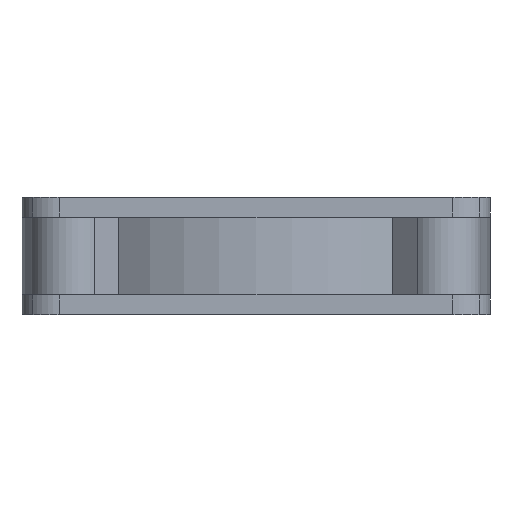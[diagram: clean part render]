
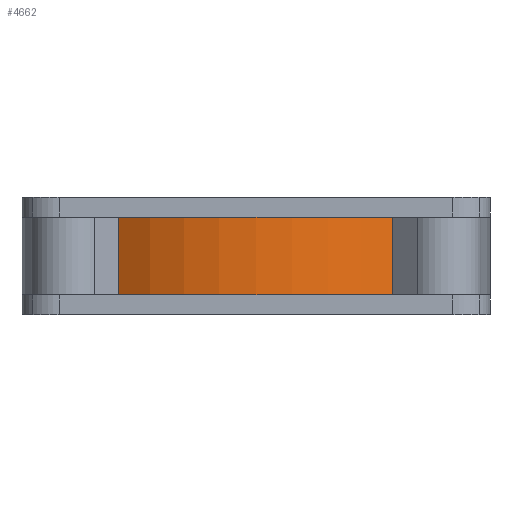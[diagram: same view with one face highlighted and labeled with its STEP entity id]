
A CAD part, left-side view. The second image highlights one B-rep face of the part: STEP entity #4662.
In plain terms, the highlighted cylindrical face has radius 19.939 mm (diameter 39.878 mm), a partial arc.
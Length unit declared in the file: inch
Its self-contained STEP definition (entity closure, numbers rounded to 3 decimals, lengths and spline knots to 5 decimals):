
#3592=CARTESIAN_POINT('',(-0.785,0.0,-0.13));
#3593=VERTEX_POINT('',#3592);
#3600=CARTESIAN_POINT('',(-0.63528,0.46113,-0.13));
#3601=VERTEX_POINT('',#3600);
#3602=CARTESIAN_POINT('',(0.0,0.0,-0.13));
#3603=DIRECTION('',(0.0,0.0,1.0));
#3604=DIRECTION('',(0.0,1.0,0.0));
#3605=AXIS2_PLACEMENT_3D('',#3602,#3603,#3604);
#3606=CIRCLE('',#3605,0.785);
#3607=EDGE_CURVE('',#3601,#3593,#3606,.T.);
#3745=CARTESIAN_POINT('',(-0.63751,-0.45805,-0.13));
#3746=VERTEX_POINT('',#3745);
#3753=CARTESIAN_POINT('',(0.0,0.0,-0.13));
#3754=DIRECTION('',(0.0,0.0,1.0));
#3755=DIRECTION('',(0.0,1.0,0.0));
#3756=AXIS2_PLACEMENT_3D('',#3753,#3754,#3755);
#3757=CIRCLE('',#3756,0.785);
#3758=EDGE_CURVE('',#3593,#3746,#3757,.T.);
#3801=CARTESIAN_POINT('',(-0.785,0.0,0.13));
#3802=VERTEX_POINT('',#3801);
#3809=CARTESIAN_POINT('',(-0.63751,-0.45805,0.13));
#3810=VERTEX_POINT('',#3809);
#3811=CARTESIAN_POINT('',(0.0,0.0,0.13));
#3812=DIRECTION('',(0.0,0.0,1.0));
#3813=DIRECTION('',(0.0,1.0,0.0));
#3814=AXIS2_PLACEMENT_3D('',#3811,#3812,#3813);
#3815=CIRCLE('',#3814,0.785);
#3816=EDGE_CURVE('',#3802,#3810,#3815,.T.);
#3918=CARTESIAN_POINT('',(-0.63528,0.46113,0.13));
#3919=VERTEX_POINT('',#3918);
#3926=CARTESIAN_POINT('',(0.0,0.0,0.13));
#3927=DIRECTION('',(0.0,0.0,1.0));
#3928=DIRECTION('',(0.0,1.0,0.0));
#3929=AXIS2_PLACEMENT_3D('',#3926,#3927,#3928);
#3930=CIRCLE('',#3929,0.785);
#3931=EDGE_CURVE('',#3919,#3802,#3930,.T.);
#4268=CARTESIAN_POINT('',(-0.63751,-0.45805,-0.13));
#4269=DIRECTION('',(0.0,0.0,1.0));
#4270=VECTOR('',#4269,0.26);
#4271=LINE('',#4268,#4270);
#4272=EDGE_CURVE('',#3746,#3810,#4271,.T.);
#4353=CARTESIAN_POINT('',(-0.63528,0.46113,0.13));
#4354=DIRECTION('',(0.0,0.0,-1.0));
#4355=VECTOR('',#4354,0.26);
#4356=LINE('',#4353,#4355);
#4357=EDGE_CURVE('',#3919,#3601,#4356,.T.);
#4649=CARTESIAN_POINT('',(0.0,0.0,0.0));
#4650=DIRECTION('',(0.0,0.0,1.0));
#4651=DIRECTION('',(0.0,1.0,0.0));
#4652=AXIS2_PLACEMENT_3D('',#4649,#4650,#4651);
#4653=CYLINDRICAL_SURFACE('',#4652,0.785);
#4654=ORIENTED_EDGE('',*,*,#4272,.T.);
#4655=ORIENTED_EDGE('',*,*,#3816,.F.);
#4656=ORIENTED_EDGE('',*,*,#3931,.F.);
#4657=ORIENTED_EDGE('',*,*,#4357,.T.);
#4658=ORIENTED_EDGE('',*,*,#3607,.T.);
#4659=ORIENTED_EDGE('',*,*,#3758,.T.);
#4660=EDGE_LOOP('',(#4654,#4655,#4656,#4657,#4658,#4659));
#4661=FACE_OUTER_BOUND('',#4660,.T.);
#4662=ADVANCED_FACE('',(#4661),#4653,.T.);
